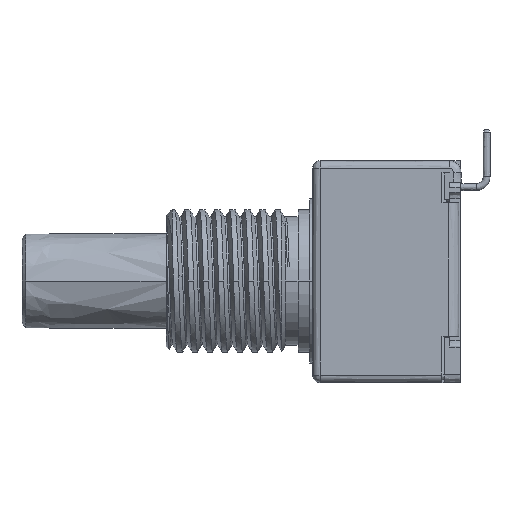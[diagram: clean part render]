
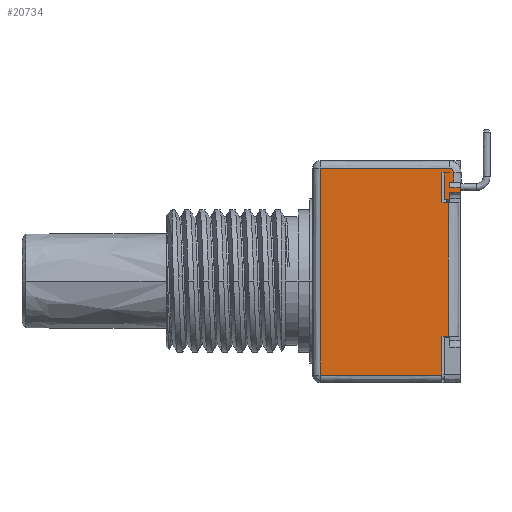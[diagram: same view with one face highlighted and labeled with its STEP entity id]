
A CAD part, left-side view. The second image highlights one B-rep face of the part: STEP entity #20734.
In plain terms, the highlighted free-form (B-spline) face has degree [1, 1] with [2, 2] control points.
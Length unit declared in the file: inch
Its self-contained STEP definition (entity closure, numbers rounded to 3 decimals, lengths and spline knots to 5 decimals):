
#939=DIRECTION('',(0.,0.,1.));
#940=VECTOR('',#939,0.012);
#941=CARTESIAN_POINT('',(-0.2805,-0.006,0.233));
#942=LINE('',#941,#940);
#6122=DIRECTION('',(0.,1.,0.));
#6123=VECTOR('',#6122,0.01031);
#6124=CARTESIAN_POINT('',(-0.2805,0.01169,0.2585));
#6125=LINE('',#6124,#6123);
#6129=DIRECTION('',(0.,0.,1.));
#6130=VECTOR('',#6129,0.0135);
#6131=CARTESIAN_POINT('',(-0.2805,0.022,0.245));
#6132=LINE('',#6131,#6130);
#6136=DIRECTION('',(0.,1.,0.));
#6137=VECTOR('',#6136,0.028);
#6138=CARTESIAN_POINT('',(-0.2805,-0.006,0.245));
#6139=LINE('',#6138,#6137);
#6143=DIRECTION('',(0.,1.,0.));
#6144=VECTOR('',#6143,0.028);
#6145=CARTESIAN_POINT('',(-0.2805,-0.006,0.233));
#6146=LINE('',#6145,#6144);
#6150=DIRECTION('',(0.,0.,1.));
#6151=VECTOR('',#6150,0.02);
#6152=CARTESIAN_POINT('',(-0.2805,0.022,0.213));
#6153=LINE('',#6152,#6151);
#6157=DIRECTION('',(0.,-1.,0.));
#6158=VECTOR('',#6157,0.014);
#6159=CARTESIAN_POINT('',(-0.2805,0.036,0.213));
#6160=LINE('',#6159,#6158);
#6164=DIRECTION('',(0.,0.,1.));
#6165=VECTOR('',#6164,0.07);
#6166=CARTESIAN_POINT('',(-0.2805,0.036,0.213));
#6167=LINE('',#6166,#6165);
#6171=DIRECTION('',(0.,-1.,0.));
#6172=VECTOR('',#6171,0.014);
#6173=CARTESIAN_POINT('',(-0.2805,0.036,0.283));
#6174=LINE('',#6173,#6172);
#6178=DIRECTION('',(0.,0.,1.));
#6179=VECTOR('',#6178,0.001);
#6180=CARTESIAN_POINT('',(-0.2805,0.022,0.283));
#6181=LINE('',#6180,#6179);
#6185=CARTESIAN_POINT('',(-0.2805,0.023,0.284));
#6186=DIRECTION('',(-1.,0.,0.));
#6187=DIRECTION('',(0.,-1.,0.));
#6188=AXIS2_PLACEMENT_3D('',#6185,#6186,#6187);
#6193=DIRECTION('',(0.,1.,0.));
#6194=VECTOR('',#6193,0.019);
#6195=CARTESIAN_POINT('',(-0.2805,0.023,0.285));
#6196=LINE('',#6195,#6194);
#6200=DIRECTION('',(0.,0.,1.));
#6201=VECTOR('',#6200,0.08);
#6202=CARTESIAN_POINT('',(-0.2805,0.042,0.205));
#6203=LINE('',#6202,#6201);
#6207=DIRECTION('',(0.,0.,1.));
#6208=VECTOR('',#6207,0.10131);
#6209=CARTESIAN_POINT('',(-0.2805,0.042,-0.24631));
#6210=LINE('',#6209,#6208);
#6214=CARTESIAN_POINT('',(-0.2805,0.023,0.284));
#6215=DIRECTION('',(1.,0.,0.));
#6216=DIRECTION('',(0.,0.,1.));
#6217=AXIS2_PLACEMENT_3D('',#6214,#6215,#6216);
#6222=DIRECTION('',(0.,0.,-1.));
#6223=VECTOR('',#6222,0.0255);
#6224=CARTESIAN_POINT('',(-0.2805,0.01169,0.284));
#6225=LINE('',#6224,#6223);
#6302=DIRECTION('',(0.,-1.,0.));
#6303=VECTOR('',#6302,0.017);
#6304=CARTESIAN_POINT('',(-0.2805,0.042,-0.145));
#6305=LINE('',#6304,#6303);
#6377=DIRECTION('',(0.,-1.,0.));
#6378=VECTOR('',#6377,0.017);
#6379=CARTESIAN_POINT('',(-0.2805,0.042,0.205));
#6380=LINE('',#6379,#6378);
#6441=DIRECTION('',(0.,0.,1.));
#6442=VECTOR('',#6441,0.35);
#6443=CARTESIAN_POINT('',(-0.2805,0.025,-0.145));
#6444=LINE('',#6443,#6442);
#7010=DIRECTION('',(0.,1.,0.));
#7011=VECTOR('',#7010,0.33831);
#7012=CARTESIAN_POINT('',(-0.2805,0.023,0.29531));
#7013=LINE('',#7012,#7011);
#7056=DIRECTION('',(0.,0.,1.));
#7057=VECTOR('',#7056,0.54163);
#7058=CARTESIAN_POINT('',(-0.2805,0.36131,-0.24631));
#7059=LINE('',#7058,#7057);
#7132=DIRECTION('',(0.,-1.,0.));
#7133=VECTOR('',#7132,0.31931);
#7134=CARTESIAN_POINT('',(-0.2805,0.36131,-0.24631));
#7135=LINE('',#7134,#7133);
#12111=CARTESIAN_POINT('',(-0.2805,0.36131,-0.24631));
#12112=CARTESIAN_POINT('',(-0.2805,0.36131,0.29531));
#12113=VERTEX_POINT('',#12111);
#12114=VERTEX_POINT('',#12112);
#12161=CARTESIAN_POINT('',(-0.2805,0.042,-0.24631));
#12163=VERTEX_POINT('',#12161);
#12213=CARTESIAN_POINT('',(-0.2805,0.025,-0.145));
#12215=VERTEX_POINT('',#12213);
#12219=CARTESIAN_POINT('',(-0.2805,0.025,0.205));
#12221=VERTEX_POINT('',#12219);
#12229=CARTESIAN_POINT('',(-0.2805,0.042,-0.145));
#12230=VERTEX_POINT('',#12229);
#12233=CARTESIAN_POINT('',(-0.2805,0.042,0.205));
#12234=VERTEX_POINT('',#12233);
#12293=CARTESIAN_POINT('',(-0.2805,0.022,0.284));
#12294=CARTESIAN_POINT('',(-0.2805,0.023,0.285));
#12295=VERTEX_POINT('',#12293);
#12296=VERTEX_POINT('',#12294);
#12307=CARTESIAN_POINT('',(-0.2805,0.01169,0.2585));
#12308=VERTEX_POINT('',#12307);
#12309=CARTESIAN_POINT('',(-0.2805,0.023,0.29531));
#12310=VERTEX_POINT('',#12309);
#12311=CARTESIAN_POINT('',(-0.2805,0.01169,0.284));
#12312=VERTEX_POINT('',#12311);
#12373=CARTESIAN_POINT('',(-0.2805,0.042,0.285));
#12374=VERTEX_POINT('',#12373);
#12873=CARTESIAN_POINT('',(-0.2805,-0.006,0.233));
#12874=CARTESIAN_POINT('',(-0.2805,0.022,0.233));
#12875=VERTEX_POINT('',#12873);
#12876=VERTEX_POINT('',#12874);
#12893=CARTESIAN_POINT('',(-0.2805,-0.006,0.245));
#12894=VERTEX_POINT('',#12893);
#12905=CARTESIAN_POINT('',(-0.2805,0.022,0.245));
#12906=VERTEX_POINT('',#12905);
#12929=CARTESIAN_POINT('',(-0.2805,0.036,0.213));
#12930=CARTESIAN_POINT('',(-0.2805,0.036,0.283));
#12931=VERTEX_POINT('',#12929);
#12932=VERTEX_POINT('',#12930);
#12939=CARTESIAN_POINT('',(-0.2805,0.022,0.213));
#12940=VERTEX_POINT('',#12939);
#13709=CARTESIAN_POINT('',(-0.2805,0.022,0.2585));
#13711=VERTEX_POINT('',#13709);
#13717=CARTESIAN_POINT('',(-0.2805,0.022,0.283));
#13719=VERTEX_POINT('',#13717);
#20690=CARTESIAN_POINT('',(-0.2805,-0.01335,-0.25715));
#20691=CARTESIAN_POINT('',(-0.2805,0.36866,-0.25715));
#20692=CARTESIAN_POINT('',(-0.2805,-0.01335,0.30615));
#20693=CARTESIAN_POINT('',(-0.2805,0.36866,0.30615));
#20694=B_SPLINE_SURFACE_WITH_KNOTS('',1,1,((#20690,#20691),(#20692,#20693)),
.UNSPECIFIED.,.F.,.F.,.F.,(2,2),(2,2),(0.00885,0.57215),(
-0.01335,0.36866),.UNSPECIFIED.);
#20696=ORIENTED_EDGE('',*,*,#20695,.T.);
#20697=ORIENTED_EDGE('',*,*,#19391,.F.);
#20699=ORIENTED_EDGE('',*,*,#20698,.F.);
#20700=ORIENTED_EDGE('',*,*,#14148,.F.);
#20702=ORIENTED_EDGE('',*,*,#20701,.T.);
#20703=ORIENTED_EDGE('',*,*,#19309,.F.);
#20705=ORIENTED_EDGE('',*,*,#20704,.F.);
#20706=ORIENTED_EDGE('',*,*,#19581,.T.);
#20707=ORIENTED_EDGE('',*,*,#19999,.T.);
#20709=ORIENTED_EDGE('',*,*,#20708,.T.);
#20711=ORIENTED_EDGE('',*,*,#20710,.T.);
#20713=ORIENTED_EDGE('',*,*,#20712,.T.);
#20714=ORIENTED_EDGE('',*,*,#19842,.F.);
#20716=ORIENTED_EDGE('',*,*,#20715,.T.);
#20718=ORIENTED_EDGE('',*,*,#20717,.F.);
#20720=ORIENTED_EDGE('',*,*,#20719,.F.);
#20721=ORIENTED_EDGE('',*,*,#19866,.F.);
#20723=ORIENTED_EDGE('',*,*,#20722,.F.);
#20725=ORIENTED_EDGE('',*,*,#20724,.T.);
#20727=ORIENTED_EDGE('',*,*,#20726,.F.);
#20729=ORIENTED_EDGE('',*,*,#20728,.T.);
#20731=ORIENTED_EDGE('',*,*,#20730,.T.);
#20732=EDGE_LOOP('',(#20696,#20697,#20699,#20700,#20702,#20703,#20705,#20706,
#20707,#20709,#20711,#20713,#20714,#20716,#20718,#20720,#20721,#20723,#20725,
#20727,#20729,#20731));
#20733=FACE_OUTER_BOUND('',#20732,.F.);
#20734=ADVANCED_FACE('',(#20733),#20694,.T.);
#6189=CIRCLE('',#6188,0.001);
#6218=CIRCLE('',#6217,0.01131);
#14148=EDGE_CURVE('',#12875,#12894,#942,.T.);
#19309=EDGE_CURVE('',#12940,#12876,#6153,.T.);
#19391=EDGE_CURVE('',#12906,#13711,#6132,.T.);
#19581=EDGE_CURVE('',#12931,#12932,#6167,.T.);
#19842=EDGE_CURVE('',#12234,#12374,#6203,.T.);
#19866=EDGE_CURVE('',#12163,#12230,#6210,.T.);
#19999=EDGE_CURVE('',#12932,#13719,#6174,.T.);
#20695=EDGE_CURVE('',#12308,#13711,#6125,.T.);
#20698=EDGE_CURVE('',#12894,#12906,#6139,.T.);
#20701=EDGE_CURVE('',#12875,#12876,#6146,.T.);
#20704=EDGE_CURVE('',#12931,#12940,#6160,.T.);
#20708=EDGE_CURVE('',#13719,#12295,#6181,.T.);
#20710=EDGE_CURVE('',#12295,#12296,#6189,.T.);
#20712=EDGE_CURVE('',#12296,#12374,#6196,.T.);
#20715=EDGE_CURVE('',#12234,#12221,#6380,.T.);
#20717=EDGE_CURVE('',#12215,#12221,#6444,.T.);
#20719=EDGE_CURVE('',#12230,#12215,#6305,.T.);
#20722=EDGE_CURVE('',#12113,#12163,#7135,.T.);
#20724=EDGE_CURVE('',#12113,#12114,#7059,.T.);
#20726=EDGE_CURVE('',#12310,#12114,#7013,.T.);
#20728=EDGE_CURVE('',#12310,#12312,#6218,.T.);
#20730=EDGE_CURVE('',#12312,#12308,#6225,.T.);
